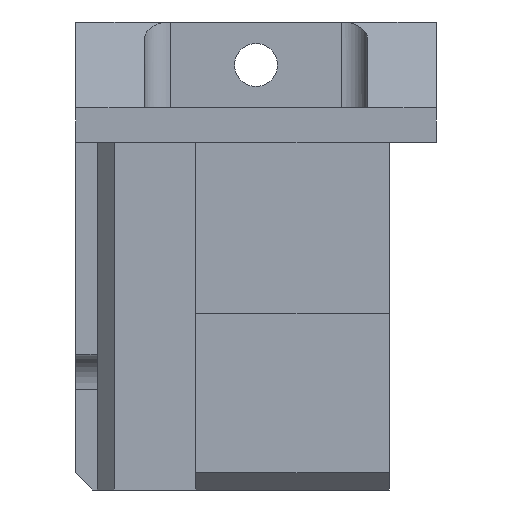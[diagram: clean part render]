
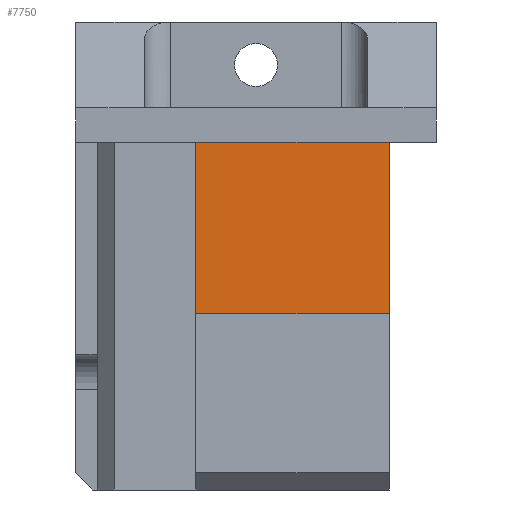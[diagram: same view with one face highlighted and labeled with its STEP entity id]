
A CAD part, left-side view. The second image highlights one B-rep face of the part: STEP entity #7750.
In plain terms, the highlighted planar face has unit normal (-1, 0, 0).
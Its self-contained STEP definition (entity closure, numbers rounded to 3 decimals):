
#1586 = VERTEX_POINT('',#1587);
#1587 = CARTESIAN_POINT('',(0.,5.5,-24.));
#1601 = PLANE('',#1602);
#1602 = AXIS2_PLACEMENT_3D('',#1603,#1604,#1605);
#1603 = CARTESIAN_POINT('',(2.1,5.5,-4.));
#1604 = DIRECTION('',(-0.,-1.,-0.));
#1605 = DIRECTION('',(1.,0.,0.));
#1629 = PLANE('',#1630);
#1630 = AXIS2_PLACEMENT_3D('',#1631,#1632,#1633);
#1631 = CARTESIAN_POINT('',(0.,42.,-24.));
#1632 = DIRECTION('',(1.,0.,0.));
#1633 = DIRECTION('',(0.,1.,0.));
#4424 = PLANE('',#4425);
#4425 = AXIS2_PLACEMENT_3D('',#4426,#4427,#4428);
#4426 = CARTESIAN_POINT('',(2.5,28.,-4.));
#4427 = DIRECTION('',(-0.,-1.,-0.));
#4428 = DIRECTION('',(1.,0.,0.));
#4537 = EDGE_CURVE('',#4538,#1586,#4540,.T.);
#4538 = VERTEX_POINT('',#4539);
#4539 = CARTESIAN_POINT('',(0.,28.,-24.));
#4540 = SURFACE_CURVE('',#4541,(#4545,#4552),.PCURVE_S1.);
#4541 = LINE('',#4542,#4543);
#4542 = CARTESIAN_POINT('',(0.,42.,-24.));
#4543 = VECTOR('',#4544,1.);
#4544 = DIRECTION('',(-0.,-1.,-0.));
#4545 = PCURVE('',#1629,#4546);
#4546 = DEFINITIONAL_REPRESENTATION('',(#4547),#4551);
#4547 = LINE('',#4548,#4549);
#4548 = CARTESIAN_POINT('',(0.,-0.));
#4549 = VECTOR('',#4550,1.);
#4550 = DIRECTION('',(-1.,0.));
#4551 = ( GEOMETRIC_REPRESENTATION_CONTEXT(2) 
PARAMETRIC_REPRESENTATION_CONTEXT() REPRESENTATION_CONTEXT('2D SPACE',''
  ) );
#4552 = PCURVE('',#4553,#4558);
#4553 = PLANE('',#4554);
#4554 = AXIS2_PLACEMENT_3D('',#4555,#4556,#4557);
#4555 = CARTESIAN_POINT('',(0.,42.,-4.));
#4556 = DIRECTION('',(1.,0.,0.));
#4557 = DIRECTION('',(0.,1.,0.));
#4558 = DEFINITIONAL_REPRESENTATION('',(#4559),#4563);
#4559 = LINE('',#4560,#4561);
#4560 = CARTESIAN_POINT('',(-0.,-20.));
#4561 = VECTOR('',#4562,1.);
#4562 = DIRECTION('',(-1.,0.));
#4563 = ( GEOMETRIC_REPRESENTATION_CONTEXT(2) 
PARAMETRIC_REPRESENTATION_CONTEXT() REPRESENTATION_CONTEXT('2D SPACE',''
  ) );
#4614 = EDGE_CURVE('',#4615,#1586,#4617,.T.);
#4615 = VERTEX_POINT('',#4616);
#4616 = CARTESIAN_POINT('',(0.,5.5,-4.));
#4617 = SURFACE_CURVE('',#4618,(#4622,#4629),.PCURVE_S1.);
#4618 = LINE('',#4619,#4620);
#4619 = CARTESIAN_POINT('',(0.,5.5,-4.));
#4620 = VECTOR('',#4621,1.);
#4621 = DIRECTION('',(-0.,-0.,-1.));
#4622 = PCURVE('',#1601,#4623);
#4623 = DEFINITIONAL_REPRESENTATION('',(#4624),#4628);
#4624 = LINE('',#4625,#4626);
#4625 = CARTESIAN_POINT('',(-2.1,0.));
#4626 = VECTOR('',#4627,1.);
#4627 = DIRECTION('',(-0.,-1.));
#4628 = ( GEOMETRIC_REPRESENTATION_CONTEXT(2) 
PARAMETRIC_REPRESENTATION_CONTEXT() REPRESENTATION_CONTEXT('2D SPACE',''
  ) );
#4629 = PCURVE('',#4553,#4630);
#4630 = DEFINITIONAL_REPRESENTATION('',(#4631),#4635);
#4631 = LINE('',#4632,#4633);
#4632 = CARTESIAN_POINT('',(-36.5,0.));
#4633 = VECTOR('',#4634,1.);
#4634 = DIRECTION('',(-0.,-1.));
#4635 = ( GEOMETRIC_REPRESENTATION_CONTEXT(2) 
PARAMETRIC_REPRESENTATION_CONTEXT() REPRESENTATION_CONTEXT('2D SPACE',''
  ) );
#6599 = PLANE('',#6600);
#6600 = AXIS2_PLACEMENT_3D('',#6601,#6602,#6603);
#6601 = CARTESIAN_POINT('',(0.,42.,0.));
#6602 = DIRECTION('',(1.,0.,0.));
#6603 = DIRECTION('',(0.,1.,0.));
#7606 = EDGE_CURVE('',#7607,#4538,#7609,.T.);
#7607 = VERTEX_POINT('',#7608);
#7608 = CARTESIAN_POINT('',(0.,28.,-4.));
#7609 = SURFACE_CURVE('',#7610,(#7614,#7621),.PCURVE_S1.);
#7610 = LINE('',#7611,#7612);
#7611 = CARTESIAN_POINT('',(0.,28.,-4.));
#7612 = VECTOR('',#7613,1.);
#7613 = DIRECTION('',(-0.,-0.,-1.));
#7614 = PCURVE('',#4424,#7615);
#7615 = DEFINITIONAL_REPRESENTATION('',(#7616),#7620);
#7616 = LINE('',#7617,#7618);
#7617 = CARTESIAN_POINT('',(-2.5,0.));
#7618 = VECTOR('',#7619,1.);
#7619 = DIRECTION('',(-0.,-1.));
#7620 = ( GEOMETRIC_REPRESENTATION_CONTEXT(2) 
PARAMETRIC_REPRESENTATION_CONTEXT() REPRESENTATION_CONTEXT('2D SPACE',''
  ) );
#7621 = PCURVE('',#4553,#7622);
#7622 = DEFINITIONAL_REPRESENTATION('',(#7623),#7627);
#7623 = LINE('',#7624,#7625);
#7624 = CARTESIAN_POINT('',(-14.,0.));
#7625 = VECTOR('',#7626,1.);
#7626 = DIRECTION('',(-0.,-1.));
#7627 = ( GEOMETRIC_REPRESENTATION_CONTEXT(2) 
PARAMETRIC_REPRESENTATION_CONTEXT() REPRESENTATION_CONTEXT('2D SPACE',''
  ) );
#7750 = ADVANCED_FACE('',(#7751),#4553,.F.);
#7751 = FACE_BOUND('',#7752,.T.);
#7752 = EDGE_LOOP('',(#7753,#7774,#7775,#7776));
#7753 = ORIENTED_EDGE('',*,*,#7754,.F.);
#7754 = EDGE_CURVE('',#7607,#4615,#7755,.T.);
#7755 = SURFACE_CURVE('',#7756,(#7760,#7767),.PCURVE_S1.);
#7756 = LINE('',#7757,#7758);
#7757 = CARTESIAN_POINT('',(0.,42.,-4.));
#7758 = VECTOR('',#7759,1.);
#7759 = DIRECTION('',(-0.,-1.,-0.));
#7760 = PCURVE('',#4553,#7761);
#7761 = DEFINITIONAL_REPRESENTATION('',(#7762),#7766);
#7762 = LINE('',#7763,#7764);
#7763 = CARTESIAN_POINT('',(0.,-0.));
#7764 = VECTOR('',#7765,1.);
#7765 = DIRECTION('',(-1.,0.));
#7766 = ( GEOMETRIC_REPRESENTATION_CONTEXT(2) 
PARAMETRIC_REPRESENTATION_CONTEXT() REPRESENTATION_CONTEXT('2D SPACE',''
  ) );
#7767 = PCURVE('',#6599,#7768);
#7768 = DEFINITIONAL_REPRESENTATION('',(#7769),#7773);
#7769 = LINE('',#7770,#7771);
#7770 = CARTESIAN_POINT('',(-0.,-4.));
#7771 = VECTOR('',#7772,1.);
#7772 = DIRECTION('',(-1.,0.));
#7773 = ( GEOMETRIC_REPRESENTATION_CONTEXT(2) 
PARAMETRIC_REPRESENTATION_CONTEXT() REPRESENTATION_CONTEXT('2D SPACE',''
  ) );
#7774 = ORIENTED_EDGE('',*,*,#7606,.T.);
#7775 = ORIENTED_EDGE('',*,*,#4537,.T.);
#7776 = ORIENTED_EDGE('',*,*,#4614,.F.);
